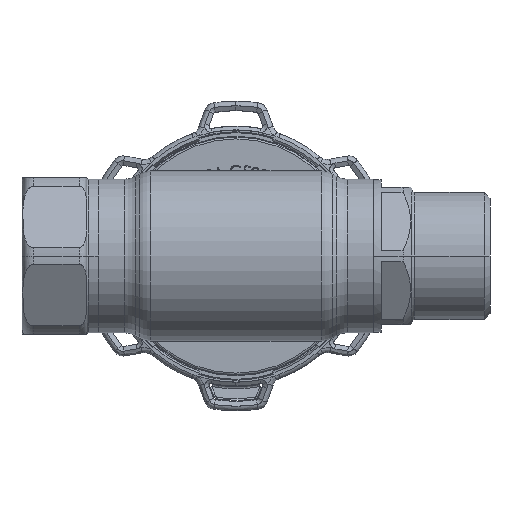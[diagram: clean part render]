
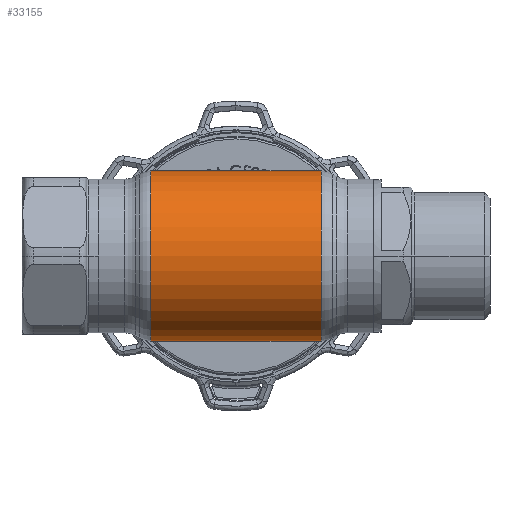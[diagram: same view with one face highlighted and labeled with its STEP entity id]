
A CAD part, front view. The second image highlights one B-rep face of the part: STEP entity #33155.
In plain terms, the highlighted cylindrical face has radius 22.25 mm (diameter 44.5 mm), a partial arc.
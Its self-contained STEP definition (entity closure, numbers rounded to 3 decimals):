
#399 = AXIS2_PLACEMENT_3D ( 'NONE', #24282, #411, #11871 ) ;
#411 = DIRECTION ( 'NONE',  ( -1., 0., 0. ) ) ;
#2679 = CARTESIAN_POINT ( 'NONE',  ( 22.285, 0., 22.25 ) ) ;
#3154 = AXIS2_PLACEMENT_3D ( 'NONE', #33718, #18583, #25006 ) ;
#3877 = CYLINDRICAL_SURFACE ( 'NONE', #3154, 22.25 ) ;
#4153 = VECTOR ( 'NONE', #17950, 1000. ) ;
#5329 = VERTEX_POINT ( 'NONE', #33896 ) ;
#5430 = CARTESIAN_POINT ( 'NONE',  ( -22.285, 0., -22.25 ) ) ;
#8396 = VERTEX_POINT ( 'NONE', #15129 ) ;
#9384 = ORIENTED_EDGE ( 'NONE', *, *, #28672, .F. ) ;
#9391 = CIRCLE ( 'NONE', #32327, 22.25 ) ;
#9949 = EDGE_CURVE ( 'NONE', #8396, #20791, #17109, .T. ) ;
#10355 = LINE ( 'NONE', #31303, #35180 ) ;
#11871 = DIRECTION ( 'NONE',  ( 0., 0., 1. ) ) ;
#12962 = FACE_OUTER_BOUND ( 'NONE', #36773, .T. ) ;
#13826 = EDGE_CURVE ( 'NONE', #33596, #5329, #9391, .T. ) ;
#14672 = DIRECTION ( 'NONE',  ( 0., 0., 1. ) ) ;
#15129 = CARTESIAN_POINT ( 'NONE',  ( 22.285, 0., -22.25 ) ) ;
#17109 = CIRCLE ( 'NONE', #399, 22.25 ) ;
#17397 = CARTESIAN_POINT ( 'NONE',  ( -22.285, 0., 0. ) ) ;
#17950 = DIRECTION ( 'NONE',  ( -1., 0., 0. ) ) ;
#18242 = EDGE_CURVE ( 'NONE', #20791, #5329, #10355, .T. ) ;
#18583 = DIRECTION ( 'NONE',  ( -1., 0., 0. ) ) ;
#19251 = ORIENTED_EDGE ( 'NONE', *, *, #18242, .T. ) ;
#19640 = ORIENTED_EDGE ( 'NONE', *, *, #13826, .F. ) ;
#20791 = VERTEX_POINT ( 'NONE', #2679 ) ;
#24282 = CARTESIAN_POINT ( 'NONE',  ( 22.285, 0., 0. ) ) ;
#25006 = DIRECTION ( 'NONE',  ( 0., 0., 1. ) ) ;
#25520 = DIRECTION ( 'NONE',  ( -1., 0., 0. ) ) ;
#26948 = CARTESIAN_POINT ( 'NONE',  ( -62.69, 0., -22.25 ) ) ;
#28672 = EDGE_CURVE ( 'NONE', #8396, #33596, #29839, .T. ) ;
#29302 = ORIENTED_EDGE ( 'NONE', *, *, #9949, .T. ) ;
#29839 = LINE ( 'NONE', #26948, #4153 ) ;
#31303 = CARTESIAN_POINT ( 'NONE',  ( -62.69, 0., 22.25 ) ) ;
#32327 = AXIS2_PLACEMENT_3D ( 'NONE', #17397, #38147, #14672 ) ;
#33155 = ADVANCED_FACE ( 'NONE', ( #12962 ), #3877, .T. ) ;
#33596 = VERTEX_POINT ( 'NONE', #5430 ) ;
#33718 = CARTESIAN_POINT ( 'NONE',  ( -62.69, 0., 0. ) ) ;
#33896 = CARTESIAN_POINT ( 'NONE',  ( -22.285, 0., 22.25 ) ) ;
#35180 = VECTOR ( 'NONE', #25520, 1000. ) ;
#36773 = EDGE_LOOP ( 'NONE', ( #9384, #29302, #19251, #19640 ) ) ;
#38147 = DIRECTION ( 'NONE',  ( -1., 0., 0. ) ) ;
